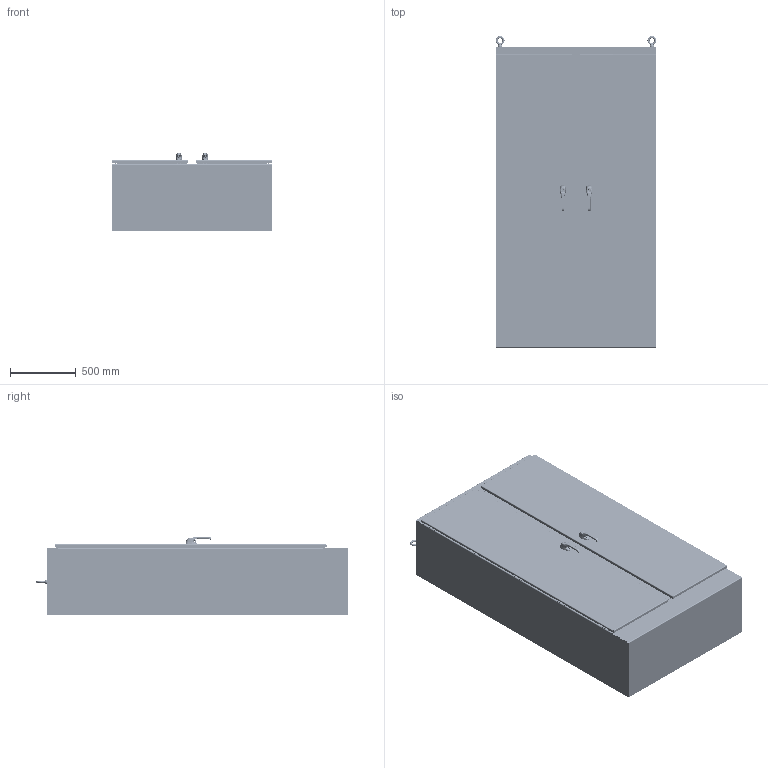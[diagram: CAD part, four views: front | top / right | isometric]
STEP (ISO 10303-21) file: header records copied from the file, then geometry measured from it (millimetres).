
FILE_DESCRIPTION(/* description */ ('ENCL., WRD, 2 DOOR, CS, NEMA4/IP66, 90X48X20'),/* implementation_level */ '2;1');
FILE_NAME(/* name */ 'WRD904820FSD4.stp',/* time_stamp */ '2021-03-22T16:13:48-05:00',/* author */ ('dnichola'),/* organization */ (''),/* preprocessor_version */ 'ST-DEVELOPER v18.1',/* originating_system */ 'Autodesk Inventor 2020',/* authorisation */ '');
FILE_SCHEMA (('AUTOMOTIVE_DESIGN { 1 0 10303 214 3 1 1 }'));
Products named in the file (53): WRD904820FSD4; 349132; 3062; 316298; HFW3025; WRD4820FSD4BTM; WRD4820FSD4TOP; WRD904820FSD4BLS; WRD9048FSD4LDR; WRD9048FSD4RDR; HFW328201KN; HFW328201HR; HFW328201PIN; HFW328201POMCLIP; HFW328202; 32450; 30221; LARGE_DOOR_ROD_ASSM-37031; HFW31712; 1091-903_AF0; 1091-903_AF0_1; 1091-903_AF0_2; PLASTIC-ROLLER-CAM_AF0_ASM; PLASTIC-ROLLER-CAM_AF1; 7379-M6-8X25_AF0; LOCK-NUT_AF0; SUPPORT-ROLL_AF0; 1091-BR11_AF0; 37031; ANSI B18.6.3 - 3/8-16 UNC - 1.75; HFW3762; 31215; 3862; HFW303132; HFW303131; WRD90FSD4MLR; WRD90FSD4RML; HFW316407_COMPRESSED; 12017; FUN00102 ...
Assembly tree (177 placements, depth 5):
  WRD904820FSD4
    38846  x8
    349132  x2
    3062  x2
    316298  x2
    HFW3025  x2
    WRD4820FSD4BTM
    WRD4820FSD4TOP
    WRD904820FSD4BLS
    WRD9048FSD4LDR
    WRD9048FSD4RDR
    32450  x2
    HFW328201KN  x10
    HFW328201HR  x10
    HFW328201PIN  x10
    HFW328201POMCLIP  x10
    HFW372218  x20
    HFW390108  x20
    HFW328202  x10
    30221  x8
    LARGE_DOOR_ROD_ASSM-37031  x2
      HFW31712
        1091-903_AF0
          1091-903_AF0_1
          1091-903_AF0_2
        PLASTIC-ROLLER-CAM_AF0_ASM
          PLASTIC-ROLLER-CAM_AF1
          7379-M6-8X25_AF0
          LOCK-NUT_AF0
        SUPPORT-ROLL_AF0
        1091-BR11_AF0
      37031
      ANSI B18.6.3 - 3/8-16 UNC - 1.75
      HFW3762
      31215
      3862
    HFW303132  x2
    HFW303131  x2
    WRD90FSD4MLR
    WRD90FSD4RML
    HFW316407_COMPRESSED  x2
    12017  x2
    FUN00102  x8
    WRD9048FSD4FIP  x2
    WRD9020FSD4RS
    HFW312002  x4
      CP10184202R01_Standard
        CP10184202R01_Deep Recess
        CP10184202R03 MODIFY
      CP10184202R02
      CP10184202R04
        _22030_0932_Spring_Plunger__1_b_2
        _22030_0932_Spring_Plunger__1_a_4
Bounding box: 1222.58 x 2368.46 x 599.89 mm (x, y, z)
Volume: 32100076.5 mm3; surface area: 23259171 mm2
Topology: 198 solids, 3160 shells, 9140 faces, 29896 edges, 24124 vertices
Faces by surface type: plane 3430, cylinder 3152, bspline 1036, torus 664, cone 602, sphere 256
Full cylindrical faces by diameter (mm): 1.5 x4, 3.5 x4, 3.9 x2, 3.969 x8, 4.2 x4, 4.5 x4, 4.632 x220, 4.773 x4, 4.953 x20, 5 x10, 5.08 x20, 5.105 x64, 5.16 x40, 6 x6, 6.075 x56, 6.128 x4, 6.172 x4, 6.35 x292, 6.41 x4, 6.535 x32, 6.756 x28, 7.137 x6, 7.144 x4, 7.48 x20, 7.938 x4, 8 x2, 8.153 x4, 8.2 x2, 8.56 x8, 8.7 x4
Entity records: 208531 total; most frequent: CARTESIAN_POINT 111507, DIRECTION 17985, ORIENTED_EDGE 14486, EDGE_CURVE 10615, VERTEX_POINT 9194, AXIS2_PLACEMENT_3D 6584, LINE 4817, VECTOR 4817
